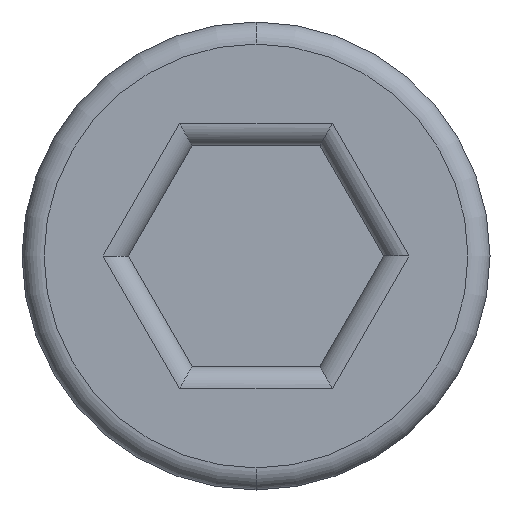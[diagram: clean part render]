
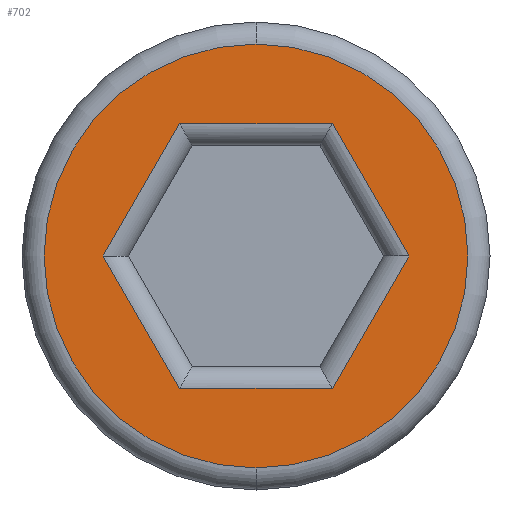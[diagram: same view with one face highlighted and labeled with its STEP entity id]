
A CAD part, front view. The second image highlights one B-rep face of the part: STEP entity #702.
In plain terms, the highlighted planar face has unit normal (0, -1, 0).
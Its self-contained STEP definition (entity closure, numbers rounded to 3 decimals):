
#1 = FACE_BOUND ( 'NONE', #196, .T. ) ;
#9 = CARTESIAN_POINT ( 'NONE',  ( -0.866, 0., -1.5 ) ) ;
#21 = ORIENTED_EDGE ( 'NONE', *, *, #606, .T. ) ;
#45 = ORIENTED_EDGE ( 'NONE', *, *, #140, .T. ) ;
#81 = VERTEX_POINT ( 'NONE', #390 ) ;
#82 = ORIENTED_EDGE ( 'NONE', *, *, #520, .T. ) ;
#99 = LINE ( 'NONE', #203, #683 ) ;
#103 = EDGE_CURVE ( 'NONE', #639, #505, #577, .T. ) ;
#126 = VERTEX_POINT ( 'NONE', #155 ) ;
#135 = ORIENTED_EDGE ( 'NONE', *, *, #153, .T. ) ;
#140 = EDGE_CURVE ( 'NONE', #645, #81, #99, .T. ) ;
#148 = DIRECTION ( 'NONE',  ( 0., -1., 0. ) ) ;
#153 = EDGE_CURVE ( 'NONE', #162, #126, #410, .T. ) ;
#155 = CARTESIAN_POINT ( 'NONE',  ( 0., 0., 2.4 ) ) ;
#162 = VERTEX_POINT ( 'NONE', #280 ) ;
#169 = DIRECTION ( 'NONE',  ( -0.5, 0., 0.866 ) ) ;
#172 = CARTESIAN_POINT ( 'NONE',  ( 0., 0., 0. ) ) ;
#196 = EDGE_LOOP ( 'NONE', ( #622, #82, #666, #45, #437, #260 ) ) ;
#200 = CARTESIAN_POINT ( 'NONE',  ( 0., 0., 0. ) ) ;
#203 = CARTESIAN_POINT ( 'NONE',  ( -1.299, 0., 0.75 ) ) ;
#220 = VECTOR ( 'NONE', #262, 1000. ) ;
#224 = LINE ( 'NONE', #533, #731 ) ;
#243 = CIRCLE ( 'NONE', #661, 2.4 ) ;
#248 = VERTEX_POINT ( 'NONE', #473 ) ;
#260 = ORIENTED_EDGE ( 'NONE', *, *, #103, .T. ) ;
#262 = DIRECTION ( 'NONE',  ( 1., 0., 0. ) ) ;
#280 = CARTESIAN_POINT ( 'NONE',  ( 0., 0., -2.4 ) ) ;
#281 = EDGE_LOOP ( 'NONE', ( #21, #135 ) ) ;
#288 = EDGE_CURVE ( 'NONE', #313, #645, #362, .T. ) ;
#313 = VERTEX_POINT ( 'NONE', #9 ) ;
#320 = AXIS2_PLACEMENT_3D ( 'NONE', #172, #598, #656 ) ;
#329 = DIRECTION ( 'NONE',  ( -1., 0., 0. ) ) ;
#339 = CARTESIAN_POINT ( 'NONE',  ( 0., 0., 0. ) ) ;
#352 = CARTESIAN_POINT ( 'NONE',  ( -1.732, 0., 0. ) ) ;
#355 = DIRECTION ( 'NONE',  ( -0.5, 0., -0.866 ) ) ;
#356 = EDGE_CURVE ( 'NONE', #81, #639, #679, .T. ) ;
#362 = LINE ( 'NONE', #604, #446 ) ;
#383 = CARTESIAN_POINT ( 'NONE',  ( 0., 0., 1.5 ) ) ;
#387 = LINE ( 'NONE', #688, #421 ) ;
#390 = CARTESIAN_POINT ( 'NONE',  ( -0.866, 0., 1.5 ) ) ;
#405 = CARTESIAN_POINT ( 'NONE',  ( 0.866, 0., 1.5 ) ) ;
#410 = CIRCLE ( 'NONE', #551, 2.4 ) ;
#411 = FACE_OUTER_BOUND ( 'NONE', #281, .T. ) ;
#421 = VECTOR ( 'NONE', #329, 1000. ) ;
#437 = ORIENTED_EDGE ( 'NONE', *, *, #356, .T. ) ;
#446 = VECTOR ( 'NONE', #169, 1000. ) ;
#448 = DIRECTION ( 'NONE',  ( 0., 0., 1. ) ) ;
#459 = CARTESIAN_POINT ( 'NONE',  ( 1.732, 0., 0. ) ) ;
#473 = CARTESIAN_POINT ( 'NONE',  ( 0.866, 0., -1.5 ) ) ;
#505 = VERTEX_POINT ( 'NONE', #459 ) ;
#515 = DIRECTION ( 'NONE',  ( 0., 0., 1. ) ) ;
#520 = EDGE_CURVE ( 'NONE', #248, #313, #387, .T. ) ;
#533 = CARTESIAN_POINT ( 'NONE',  ( 1.299, 0., -0.75 ) ) ;
#551 = AXIS2_PLACEMENT_3D ( 'NONE', #339, #148, #515 ) ;
#577 = LINE ( 'NONE', #641, #721 ) ;
#598 = DIRECTION ( 'NONE',  ( 0., 1., 0. ) ) ;
#604 = CARTESIAN_POINT ( 'NONE',  ( -1.299, 0., -0.75 ) ) ;
#606 = EDGE_CURVE ( 'NONE', #126, #162, #243, .T. ) ;
#622 = ORIENTED_EDGE ( 'NONE', *, *, #652, .T. ) ;
#634 = DIRECTION ( 'NONE',  ( 0.5, 0., 0.866 ) ) ;
#639 = VERTEX_POINT ( 'NONE', #405 ) ;
#641 = CARTESIAN_POINT ( 'NONE',  ( 1.299, 0., 0.75 ) ) ;
#645 = VERTEX_POINT ( 'NONE', #352 ) ;
#652 = EDGE_CURVE ( 'NONE', #505, #248, #224, .T. ) ;
#656 = DIRECTION ( 'NONE',  ( 0., 0., 1. ) ) ;
#661 = AXIS2_PLACEMENT_3D ( 'NONE', #200, #747, #448 ) ;
#666 = ORIENTED_EDGE ( 'NONE', *, *, #288, .T. ) ;
#679 = LINE ( 'NONE', #383, #220 ) ;
#683 = VECTOR ( 'NONE', #634, 1000. ) ;
#688 = CARTESIAN_POINT ( 'NONE',  ( 0., 0., -1.5 ) ) ;
#692 = DIRECTION ( 'NONE',  ( 0.5, 0., -0.866 ) ) ;
#702 = ADVANCED_FACE ( 'NONE', ( #411, #1 ), #709, .F. ) ;
#709 = PLANE ( 'NONE',  #320 ) ;
#721 = VECTOR ( 'NONE', #692, 1000. ) ;
#731 = VECTOR ( 'NONE', #355, 1000. ) ;
#747 = DIRECTION ( 'NONE',  ( 0., -1., 0. ) ) ;
